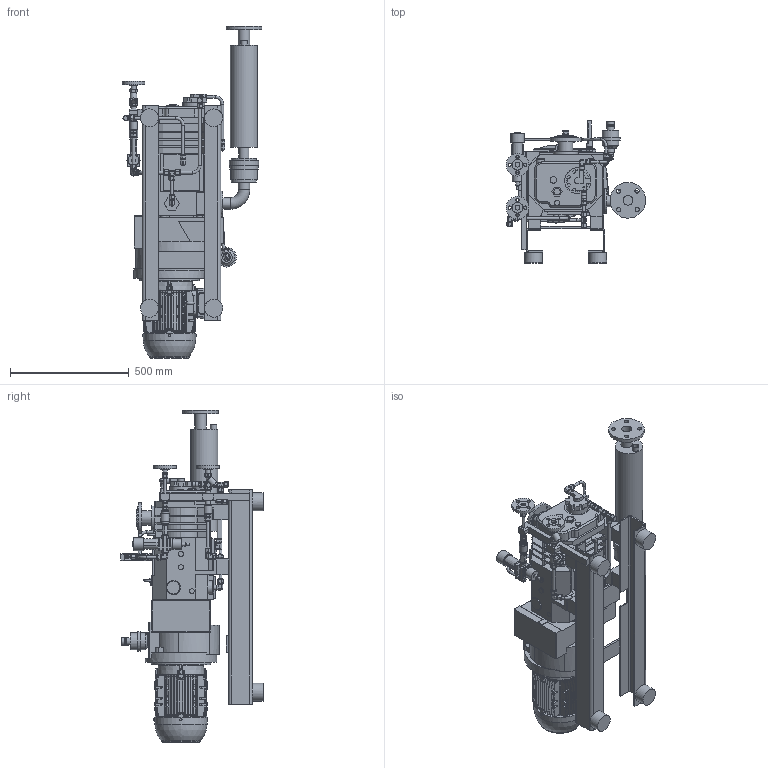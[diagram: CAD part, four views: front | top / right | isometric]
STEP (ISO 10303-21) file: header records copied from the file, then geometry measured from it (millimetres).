
FILE_DESCRIPTION((''),'2;1');
FILE_NAME('PU900015.stp','2011-08-24T11:14:05',('SOEHNGEN'),(''),'Autodesk Inventor 2009','Autodesk Inventor 2009','');
FILE_SCHEMA(('AUTOMOTIVE_DESIGN { 1 0 10303 214 1 1 1 1 }'));
Length unit declared in the file: millimetre
Products named in the file (1): PU900015 Schreibgeschützt
Bounding box: 586.5 x 597 x 1395.1 mm (x, y, z)
Volume: 74266399.6 mm3; surface area: 3781821.3 mm2
Topology: 6 solids, 6 shells, 5140 faces, 13277 edges, 8567 vertices
Faces by surface type: plane 3108, cylinder 769, cone 594, bspline 453, torus 200, sphere 16
Full cylindrical faces by diameter (mm): 5.99 x8, 6 x3, 6.4 x2, 7 x2, 7.17 x2, 8 x8, 9 x4, 9.5 x4, 10 x9, 10.5 x4, 12 x31, 14 x9, 15 x6, 16 x10, 17 x2, 17.5 x15, 18 x11, 19 x5, 19.99 x1, 20 x3, 20.5 x3, 20.955 x8, 21 x16, 21.5 x15, 22 x20, 25 x6, 26 x4, 26.5 x1, 27 x3, 27.4 x1
Entity records: 166797 total; most frequent: CARTESIAN_POINT 47121, ORIENTED_EDGE 25612, DIRECTION 23505, EDGE_CURVE 12806, VERTEX_POINT 8485, AXIS2_PLACEMENT_3D 8225, VECTOR 7055, LINE 7055
